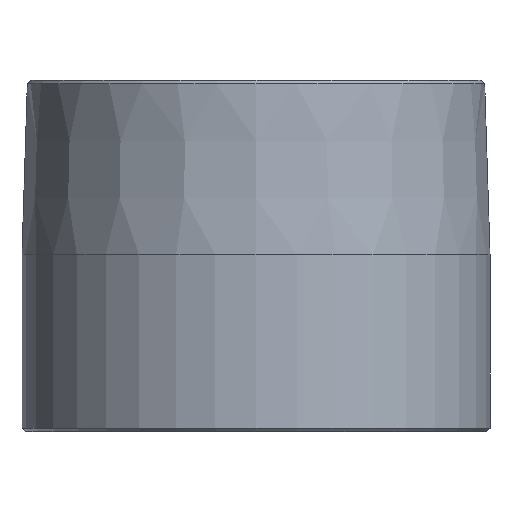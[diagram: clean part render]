
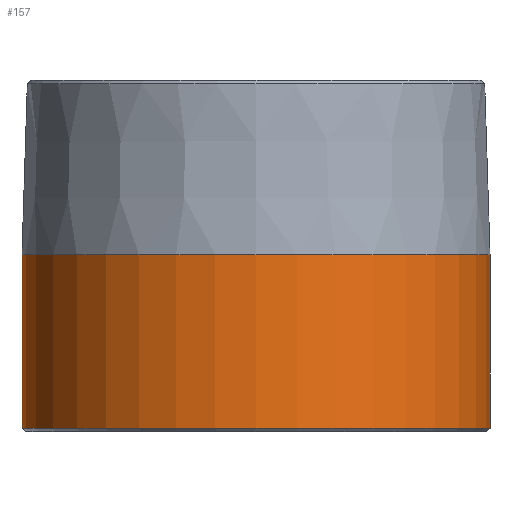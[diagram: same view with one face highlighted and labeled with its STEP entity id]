
A CAD part, front view. The second image highlights one B-rep face of the part: STEP entity #157.
In plain terms, the highlighted cylindrical face has radius 44.45 mm (diameter 88.9 mm), a partial arc.
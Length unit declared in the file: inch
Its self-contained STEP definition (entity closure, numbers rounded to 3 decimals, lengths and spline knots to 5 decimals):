
#6 = CARTESIAN_POINT ( 'NONE',  ( 1.75, 0., 2.625 ) ) ;
#9 = CARTESIAN_POINT ( 'NONE',  ( -1.75, 0., 2.625 ) ) ;
#16 = EDGE_LOOP ( 'NONE', ( #359, #92, #288, #420 ) ) ;
#17 = CIRCLE ( 'NONE', #295, 1.75 ) ;
#48 = VECTOR ( 'NONE', #362, 39.37008 ) ;
#67 = VERTEX_POINT ( 'NONE', #488 ) ;
#82 = FACE_OUTER_BOUND ( 'NONE', #16, .T. ) ;
#84 = DIRECTION ( 'NONE',  ( -1., 0., 0. ) ) ;
#88 = CARTESIAN_POINT ( 'NONE',  ( 1.75, 0., 1.3225 ) ) ;
#92 = ORIENTED_EDGE ( 'NONE', *, *, #216, .T. ) ;
#106 = CARTESIAN_POINT ( 'NONE',  ( 0., 0., 0.025 ) ) ;
#124 = CARTESIAN_POINT ( 'NONE',  ( -1.75, 0., 0.025 ) ) ;
#125 = AXIS2_PLACEMENT_3D ( 'NONE', #470, #356, #84 ) ;
#138 = VERTEX_POINT ( 'NONE', #416 ) ;
#155 = DIRECTION ( 'NONE',  ( 0., 0., -1. ) ) ;
#156 = DIRECTION ( 'NONE',  ( 0., 0., -1. ) ) ;
#157 = ADVANCED_FACE ( 'NONE', ( #82 ), #477, .T. ) ;
#160 = CIRCLE ( 'NONE', #346, 1.75 ) ;
#201 = LINE ( 'NONE', #9, #227 ) ;
#202 = CARTESIAN_POINT ( 'NONE',  ( 0., 0., 1.3225 ) ) ;
#216 = EDGE_CURVE ( 'NONE', #457, #67, #160, .T. ) ;
#227 = VECTOR ( 'NONE', #156, 39.37008 ) ;
#268 = DIRECTION ( 'NONE',  ( 1., 0., 0. ) ) ;
#288 = ORIENTED_EDGE ( 'NONE', *, *, #443, .T. ) ;
#295 = AXIS2_PLACEMENT_3D ( 'NONE', #106, #358, #268 ) ;
#346 = AXIS2_PLACEMENT_3D ( 'NONE', #202, #155, #474 ) ;
#352 = LINE ( 'NONE', #6, #48 ) ;
#353 = EDGE_CURVE ( 'NONE', #457, #138, #352, .T. ) ;
#356 = DIRECTION ( 'NONE',  ( 0., 0., -1. ) ) ;
#358 = DIRECTION ( 'NONE',  ( 0., 0., 1. ) ) ;
#359 = ORIENTED_EDGE ( 'NONE', *, *, #353, .F. ) ;
#362 = DIRECTION ( 'NONE',  ( 0., 0., -1. ) ) ;
#378 = EDGE_CURVE ( 'NONE', #478, #138, #17, .T. ) ;
#416 = CARTESIAN_POINT ( 'NONE',  ( 1.75, 0., 0.025 ) ) ;
#420 = ORIENTED_EDGE ( 'NONE', *, *, #378, .T. ) ;
#443 = EDGE_CURVE ( 'NONE', #67, #478, #201, .T. ) ;
#457 = VERTEX_POINT ( 'NONE', #88 ) ;
#470 = CARTESIAN_POINT ( 'NONE',  ( 0., 0., 2.625 ) ) ;
#474 = DIRECTION ( 'NONE',  ( -1., 0., 0. ) ) ;
#477 = CYLINDRICAL_SURFACE ( 'NONE', #125, 1.75 ) ;
#478 = VERTEX_POINT ( 'NONE', #124 ) ;
#488 = CARTESIAN_POINT ( 'NONE',  ( -1.75, 0., 1.3225 ) ) ;
